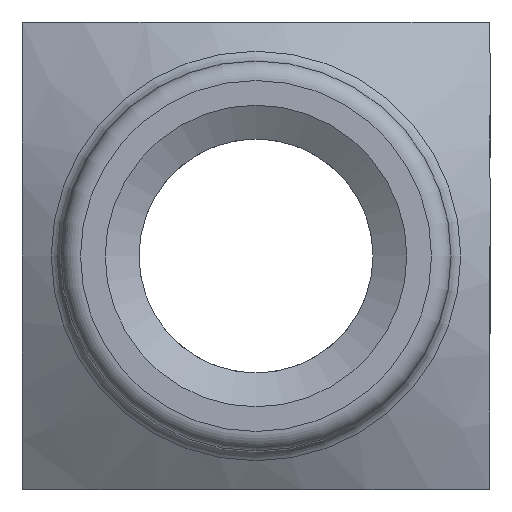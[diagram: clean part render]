
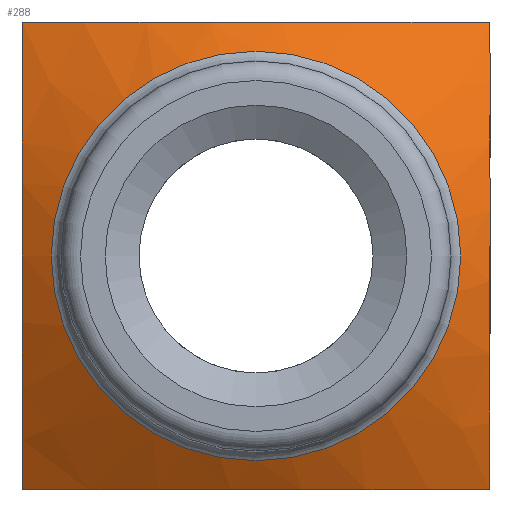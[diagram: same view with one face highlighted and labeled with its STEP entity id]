
A CAD part, front view. The second image highlights one B-rep face of the part: STEP entity #288.
In plain terms, the highlighted conical face has half-angle 60 degrees and reference radius 5 mm.
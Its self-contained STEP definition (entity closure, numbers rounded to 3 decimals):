
#18 = CARTESIAN_POINT ( 'NONE',  ( -0.518, -14.413, -6. ) ) ;
#20 = CIRCLE ( 'NONE', #198, 5.25 ) ;
#21 = CARTESIAN_POINT ( 'NONE',  ( 6., -12.988, -6. ) ) ;
#25 = B_SPLINE_CURVE_WITH_KNOTS ( 'NONE', 3,
 ( #551, #358, #277, #26, #353, #605, #80, #739, #493, #614, #85, #210, #749, #558, #756, #546 ),
 .UNSPECIFIED., .F., .F.,
 ( 4, 2, 2, 2, 2, 2, 2, 4 ),
 ( 0.014, 0.017, 0.018, 0.02, 0.021, 0.021, 0.023, 0.026 ),
 .UNSPECIFIED. ) ;
#26 = CARTESIAN_POINT ( 'NONE',  ( 6., -14.13, 2.557 ) ) ;
#30 = CARTESIAN_POINT ( 'NONE',  ( -5.041, -13.379, 6. ) ) ;
#34 = CARTESIAN_POINT ( 'NONE',  ( -6., -12.988, 6. ) ) ;
#36 = CARTESIAN_POINT ( 'NONE',  ( -4.068, -13.734, 6. ) ) ;
#39 = B_SPLINE_CURVE_WITH_KNOTS ( 'NONE', 3,
 ( #66, #279, #684, #129, #479, #550, #484, #87, #18, #284, #333, #436, #491, #172, #44, #552 ),
 .UNSPECIFIED., .F., .F.,
 ( 4, 2, 2, 2, 2, 2, 2, 4 ),
 ( 0.014, 0.017, 0.018, 0.02, 0.021, 0.021, 0.023, 0.026 ),
 .UNSPECIFIED. ) ;
#44 = CARTESIAN_POINT ( 'NONE',  ( -5.041, -13.379, -6. ) ) ;
#65 = B_SPLINE_CURVE_WITH_KNOTS ( 'NONE', 3,
 ( #769, #305, #366, #839, #577, #487, #637, #113, #381, #239, #820, #750, #176, #688, #89, #34 ),
 .UNSPECIFIED., .F., .F.,
 ( 4, 2, 2, 2, 2, 2, 2, 4 ),
 ( 0.014, 0.017, 0.018, 0.02, 0.021, 0.021, 0.023, 0.026 ),
 .UNSPECIFIED. ) ;
#66 = CARTESIAN_POINT ( 'NONE',  ( 6., -12.988, -6. ) ) ;
#70 = ORIENTED_EDGE ( 'NONE', *, *, #167, .T. ) ;
#80 = CARTESIAN_POINT ( 'NONE',  ( 6., -14.423, 0.515 ) ) ;
#85 = CARTESIAN_POINT ( 'NONE',  ( 6., -14.345, -1.298 ) ) ;
#87 = CARTESIAN_POINT ( 'NONE',  ( -0.259, -14.423, -6. ) ) ;
#89 = CARTESIAN_POINT ( 'NONE',  ( -6., -13.379, 5.041 ) ) ;
#95 = CARTESIAN_POINT ( 'NONE',  ( 0.259, -14.423, 6. ) ) ;
#99 = CARTESIAN_POINT ( 'NONE',  ( -5.25, -14.856, 0. ) ) ;
#100 = CARTESIAN_POINT ( 'NONE',  ( 6., -12.988, 6. ) ) ;
#106 = DIRECTION ( 'NONE',  ( -1., 0., 0. ) ) ;
#113 = CARTESIAN_POINT ( 'NONE',  ( -6., -14.423, 0.259 ) ) ;
#117 = DIRECTION ( 'NONE',  ( 0., 1., 0. ) ) ;
#129 = CARTESIAN_POINT ( 'NONE',  ( 2.557, -14.13, -6. ) ) ;
#150 = EDGE_CURVE ( 'NONE', #464, #593, #39, .T. ) ;
#167 = EDGE_CURVE ( 'NONE', #299, #299, #20, .T. ) ;
#172 = CARTESIAN_POINT ( 'NONE',  ( -4.07, -13.732, -6. ) ) ;
#176 = CARTESIAN_POINT ( 'NONE',  ( -6., -14.126, 2.575 ) ) ;
#178 = CARTESIAN_POINT ( 'NONE',  ( -1.028, -14.384, 6. ) ) ;
#188 = CARTESIAN_POINT ( 'NONE',  ( 0., -15., 0. ) ) ;
#189 = VERTEX_POINT ( 'NONE', #425 ) ;
#198 = AXIS2_PLACEMENT_3D ( 'NONE', #420, #649, #106 ) ;
#210 = CARTESIAN_POINT ( 'NONE',  ( 6., -14.234, -2.07 ) ) ;
#228 = CARTESIAN_POINT ( 'NONE',  ( 2.07, -14.234, 6. ) ) ;
#238 = CARTESIAN_POINT ( 'NONE',  ( 2.575, -14.126, 6. ) ) ;
#239 = CARTESIAN_POINT ( 'NONE',  ( -6., -14.374, 1.037 ) ) ;
#258 = EDGE_CURVE ( 'NONE', #593, #189, #65, .T. ) ;
#277 = CARTESIAN_POINT ( 'NONE',  ( 6., -13.734, 4.068 ) ) ;
#279 = CARTESIAN_POINT ( 'NONE',  ( 5.041, -13.379, -6. ) ) ;
#284 = CARTESIAN_POINT ( 'NONE',  ( -1.037, -14.374, -6. ) ) ;
#288 = ADVANCED_FACE ( 'NONE', ( #724, #654 ), #394, .T. ) ;
#299 = VERTEX_POINT ( 'NONE', #99 ) ;
#305 = CARTESIAN_POINT ( 'NONE',  ( -6., -13.379, -5.041 ) ) ;
#328 = ORIENTED_EDGE ( 'NONE', *, *, #258, .F. ) ;
#333 = CARTESIAN_POINT ( 'NONE',  ( -1.298, -14.345, -6. ) ) ;
#347 = ORIENTED_EDGE ( 'NONE', *, *, #422, .F. ) ;
#353 = CARTESIAN_POINT ( 'NONE',  ( 6., -14.238, 2.048 ) ) ;
#358 = CARTESIAN_POINT ( 'NONE',  ( 6., -13.379, 5.041 ) ) ;
#359 = CARTESIAN_POINT ( 'NONE',  ( 1.298, -14.345, 6. ) ) ;
#366 = CARTESIAN_POINT ( 'NONE',  ( -6., -13.734, -4.068 ) ) ;
#381 = CARTESIAN_POINT ( 'NONE',  ( -6., -14.413, 0.518 ) ) ;
#394 = CONICAL_SURFACE ( 'NONE', #712, 5., 1.047 ) ;
#400 = ORIENTED_EDGE ( 'NONE', *, *, #150, .F. ) ;
#419 = B_SPLINE_CURVE_WITH_KNOTS ( 'NONE', 3,
 ( #826, #30, #36, #429, #428, #178, #498, #95, #838, #764, #359, #228, #238, #698, #505, #100 ),
 .UNSPECIFIED., .F., .F.,
 ( 4, 2, 2, 2, 2, 2, 2, 4 ),
 ( 0.014, 0.017, 0.018, 0.02, 0.021, 0.021, 0.023, 0.026 ),
 .UNSPECIFIED. ) ;
#420 = CARTESIAN_POINT ( 'NONE',  ( 0., -14.856, 0. ) ) ;
#422 = EDGE_CURVE ( 'NONE', #548, #464, #25, .T. ) ;
#425 = CARTESIAN_POINT ( 'NONE',  ( -6., -12.988, 6. ) ) ;
#428 = CARTESIAN_POINT ( 'NONE',  ( -2.048, -14.238, 6. ) ) ;
#429 = CARTESIAN_POINT ( 'NONE',  ( -2.557, -14.13, 6. ) ) ;
#436 = CARTESIAN_POINT ( 'NONE',  ( -2.07, -14.234, -6. ) ) ;
#464 = VERTEX_POINT ( 'NONE', #21 ) ;
#479 = CARTESIAN_POINT ( 'NONE',  ( 2.048, -14.238, -6. ) ) ;
#484 = CARTESIAN_POINT ( 'NONE',  ( 0.515, -14.423, -6. ) ) ;
#487 = CARTESIAN_POINT ( 'NONE',  ( -6., -14.384, -1.028 ) ) ;
#491 = CARTESIAN_POINT ( 'NONE',  ( -2.575, -14.126, -6. ) ) ;
#493 = CARTESIAN_POINT ( 'NONE',  ( 6., -14.413, -0.518 ) ) ;
#498 = CARTESIAN_POINT ( 'NONE',  ( -0.515, -14.423, 6. ) ) ;
#505 = CARTESIAN_POINT ( 'NONE',  ( 5.041, -13.379, 6. ) ) ;
#508 = ORIENTED_EDGE ( 'NONE', *, *, #629, .F. ) ;
#546 = CARTESIAN_POINT ( 'NONE',  ( 6., -12.988, -6. ) ) ;
#548 = VERTEX_POINT ( 'NONE', #707 ) ;
#550 = CARTESIAN_POINT ( 'NONE',  ( 1.028, -14.384, -6. ) ) ;
#551 = CARTESIAN_POINT ( 'NONE',  ( 6., -12.988, 6. ) ) ;
#552 = CARTESIAN_POINT ( 'NONE',  ( -6., -12.988, -6. ) ) ;
#558 = CARTESIAN_POINT ( 'NONE',  ( 6., -13.732, -4.07 ) ) ;
#577 = CARTESIAN_POINT ( 'NONE',  ( -6., -14.238, -2.048 ) ) ;
#593 = VERTEX_POINT ( 'NONE', #628 ) ;
#605 = CARTESIAN_POINT ( 'NONE',  ( 6., -14.384, 1.028 ) ) ;
#614 = CARTESIAN_POINT ( 'NONE',  ( 6., -14.374, -1.037 ) ) ;
#628 = CARTESIAN_POINT ( 'NONE',  ( -6., -12.988, -6. ) ) ;
#629 = EDGE_CURVE ( 'NONE', #189, #548, #419, .T. ) ;
#637 = CARTESIAN_POINT ( 'NONE',  ( -6., -14.423, -0.515 ) ) ;
#649 = DIRECTION ( 'NONE',  ( 0., 1., 0. ) ) ;
#654 = FACE_OUTER_BOUND ( 'NONE', #666, .T. ) ;
#666 = EDGE_LOOP ( 'NONE', ( #328, #400, #347, #508 ) ) ;
#684 = CARTESIAN_POINT ( 'NONE',  ( 4.068, -13.734, -6. ) ) ;
#688 = CARTESIAN_POINT ( 'NONE',  ( -6., -13.732, 4.07 ) ) ;
#698 = CARTESIAN_POINT ( 'NONE',  ( 4.07, -13.732, 6. ) ) ;
#707 = CARTESIAN_POINT ( 'NONE',  ( 6., -12.988, 6. ) ) ;
#712 = AXIS2_PLACEMENT_3D ( 'NONE', #188, #117, #850 ) ;
#724 = FACE_BOUND ( 'NONE', #791, .T. ) ;
#739 = CARTESIAN_POINT ( 'NONE',  ( 6., -14.423, -0.259 ) ) ;
#749 = CARTESIAN_POINT ( 'NONE',  ( 6., -14.126, -2.575 ) ) ;
#750 = CARTESIAN_POINT ( 'NONE',  ( -6., -14.234, 2.07 ) ) ;
#756 = CARTESIAN_POINT ( 'NONE',  ( 6., -13.379, -5.041 ) ) ;
#764 = CARTESIAN_POINT ( 'NONE',  ( 1.037, -14.374, 6. ) ) ;
#769 = CARTESIAN_POINT ( 'NONE',  ( -6., -12.988, -6. ) ) ;
#791 = EDGE_LOOP ( 'NONE', ( #70 ) ) ;
#820 = CARTESIAN_POINT ( 'NONE',  ( -6., -14.345, 1.298 ) ) ;
#826 = CARTESIAN_POINT ( 'NONE',  ( -6., -12.988, 6. ) ) ;
#838 = CARTESIAN_POINT ( 'NONE',  ( 0.518, -14.413, 6. ) ) ;
#839 = CARTESIAN_POINT ( 'NONE',  ( -6., -14.13, -2.557 ) ) ;
#850 = DIRECTION ( 'NONE',  ( -1., 0., 0. ) ) ;
